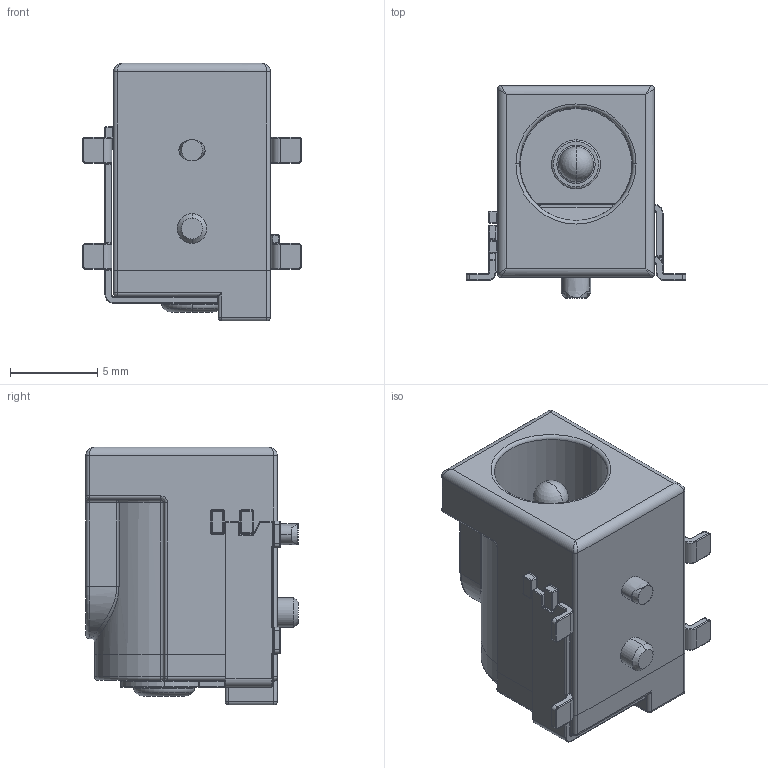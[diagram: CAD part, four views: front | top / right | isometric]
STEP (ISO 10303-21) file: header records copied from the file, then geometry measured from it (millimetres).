
FILE_DESCRIPTION (( 'STEP AP214' ), '1' );
FILE_NAME ('FC68148S.STEP', '2021-08-04T11:16:28', ( '' ), ( '' ), 'SwSTEP 2.0', 'SolidWorks 2018', '' );
FILE_SCHEMA (( 'AUTOMOTIVE_DESIGN' ));
Length unit declared in the file: millimetre
Products named in the file (1): FC68148S
Bounding box: 12.6 x 12.2 x 14.8 mm (x, y, z)
Volume: 804.5 mm3; surface area: 1820.5 mm2
Topology: 6 solids, 6 shells, 707 faces, 1632 edges, 884 vertices
Faces by surface type: cylinder 306, torus 153, plane 126, bspline 61, sphere 55, cone 6
Entity records: 21017 total; most frequent: CARTESIAN_POINT 5191, DIRECTION 3568, ORIENTED_EDGE 3136, EDGE_CURVE 1568, AXIS2_PLACEMENT_3D 1475, VERTEX_POINT 881, CIRCLE 828, EDGE_LOOP 723
